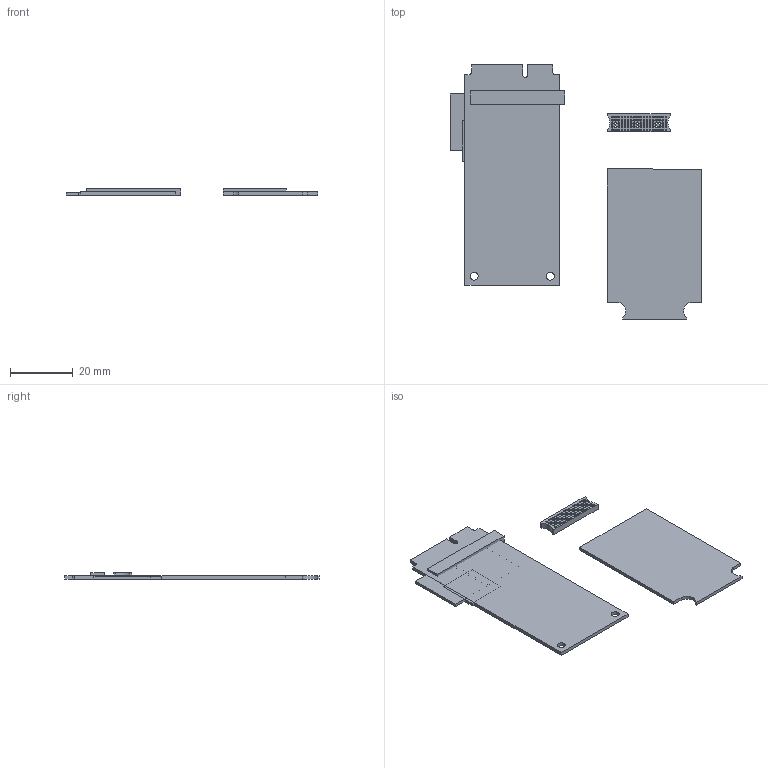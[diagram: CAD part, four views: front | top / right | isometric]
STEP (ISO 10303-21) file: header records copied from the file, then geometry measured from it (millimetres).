
FILE_DESCRIPTION(/* description */ ('Alibre Inc.'),/* implementation_level */ '2;1');
FILE_NAME(/* name */ 'export0',/* time_stamp */ '2013-03-06T10:14:00-08:00',/* author */ (''),/* organization */ (''),/* preprocessor_version */ 'ST-DEVELOPER v14',/* originating_system */ 'Alibre',/* authorisation */ '');
FILE_SCHEMA (('ALIBRE_SCHEMA','CONFIG_CONTROL_DESIGN'));
Length unit declared in the file: centimetre
Products named in the file (10): ID_1
Bounding box: 79.91 x 80.83 x 2.03 mm (x, y, z)
Volume: 4883.7 mm3; surface area: 9913.7 mm2
Topology: 34 solids, 34 shells, 314 faces, 738 edges, 492 vertices
Faces by surface type: plane 213, cylinder 101
Full cylindrical faces by diameter (mm): 0.5 x90, 2.54 x3, 5.08 x1
Entity records: 27939 total; most frequent: CARTESIAN_POINT 3842, DIRECTION 1779, REFERENCEDEPENDENTUV 1616, ORIENTED_EDGE 1288, CONSTRAINTPAIRUV 1045, TEXTBUNDLE 816, INTEGERVALUEPAIR 781, VECTOR 748
